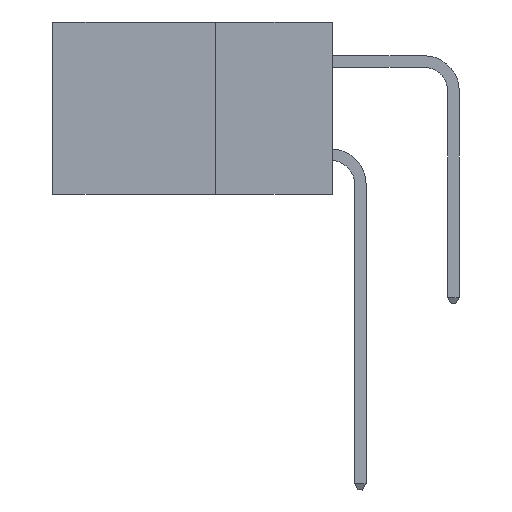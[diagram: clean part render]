
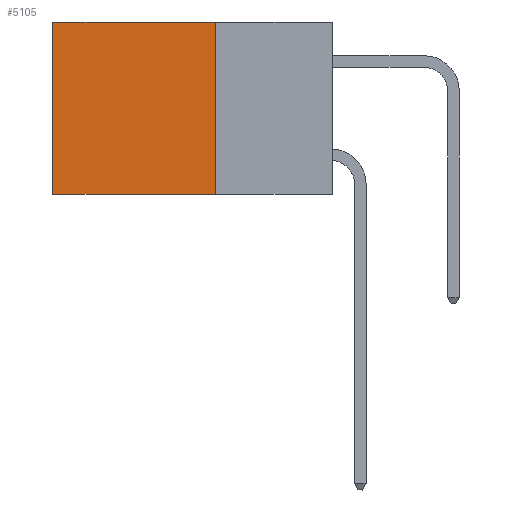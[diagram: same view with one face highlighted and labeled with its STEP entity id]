
A CAD part, left-side view. The second image highlights one B-rep face of the part: STEP entity #5105.
In plain terms, the highlighted planar face has unit normal (-1, 0, 0).
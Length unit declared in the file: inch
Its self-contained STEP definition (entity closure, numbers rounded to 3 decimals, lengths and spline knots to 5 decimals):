
#19 = CARTESIAN_POINT ( 'NONE',  ( 0.298, 0.25, 0. ) ) ;
#257 = CARTESIAN_POINT ( 'NONE',  ( 0.298, 0.25, -0.37 ) ) ;
#352 = VECTOR ( 'NONE', #8728, 39.37008 ) ;
#705 = EDGE_LOOP ( 'NONE', ( #11969, #13680, #9069, #5971 ) ) ;
#1229 = CARTESIAN_POINT ( 'NONE',  ( 0.298, 0.25, 0. ) ) ;
#1736 = VECTOR ( 'NONE', #18245, 39.37008 ) ;
#2041 = LINE ( 'NONE', #4280, #18933 ) ;
#2612 = DIRECTION ( 'NONE',  ( 0., 1., 0. ) ) ;
#2870 = EDGE_CURVE ( 'NONE', #18967, #15974, #17190, .T. ) ;
#2951 = DIRECTION ( 'NONE',  ( 1., 0., 0. ) ) ;
#4280 = CARTESIAN_POINT ( 'NONE',  ( 0.298, 0.25, 0. ) ) ;
#4761 = FACE_OUTER_BOUND ( 'NONE', #705, .T. ) ;
#5105 = ADVANCED_FACE ( 'NONE', ( #4761 ), #8933, .F. ) ;
#5971 = ORIENTED_EDGE ( 'NONE', *, *, #12597, .T. ) ;
#6843 = VECTOR ( 'NONE', #15357, 39.37008 ) ;
#7392 = DIRECTION ( 'NONE',  ( 0., 0., -1. ) ) ;
#7966 = EDGE_CURVE ( 'NONE', #8095, #15156, #16448, .T. ) ;
#8095 = VERTEX_POINT ( 'NONE', #15698 ) ;
#8728 = DIRECTION ( 'NONE',  ( 0., 0., -1. ) ) ;
#8933 = PLANE ( 'NONE',  #16015 ) ;
#8947 = CARTESIAN_POINT ( 'NONE',  ( 0.298, 0.6, 0. ) ) ;
#9069 = ORIENTED_EDGE ( 'NONE', *, *, #2870, .F. ) ;
#10124 = LINE ( 'NONE', #257, #1736 ) ;
#11969 = ORIENTED_EDGE ( 'NONE', *, *, #7966, .T. ) ;
#12597 = EDGE_CURVE ( 'NONE', #18967, #8095, #2041, .T. ) ;
#13680 = ORIENTED_EDGE ( 'NONE', *, *, #14803, .F. ) ;
#14803 = EDGE_CURVE ( 'NONE', #15974, #15156, #10124, .T. ) ;
#14926 = CARTESIAN_POINT ( 'NONE',  ( 0.298, 0.25, -0.37 ) ) ;
#15156 = VERTEX_POINT ( 'NONE', #15971 ) ;
#15357 = DIRECTION ( 'NONE',  ( 0., 0., -1. ) ) ;
#15698 = CARTESIAN_POINT ( 'NONE',  ( 0.298, 0.6, 0. ) ) ;
#15971 = CARTESIAN_POINT ( 'NONE',  ( 0.298, 0.6, -0.37 ) ) ;
#15974 = VERTEX_POINT ( 'NONE', #14926 ) ;
#16015 = AXIS2_PLACEMENT_3D ( 'NONE', #19, #2951, #7392 ) ;
#16100 = CARTESIAN_POINT ( 'NONE',  ( 0.298, 0.25, 0. ) ) ;
#16448 = LINE ( 'NONE', #8947, #6843 ) ;
#17190 = LINE ( 'NONE', #16100, #352 ) ;
#18245 = DIRECTION ( 'NONE',  ( 0., 1., 0. ) ) ;
#18933 = VECTOR ( 'NONE', #2612, 39.37008 ) ;
#18967 = VERTEX_POINT ( 'NONE', #1229 ) ;
